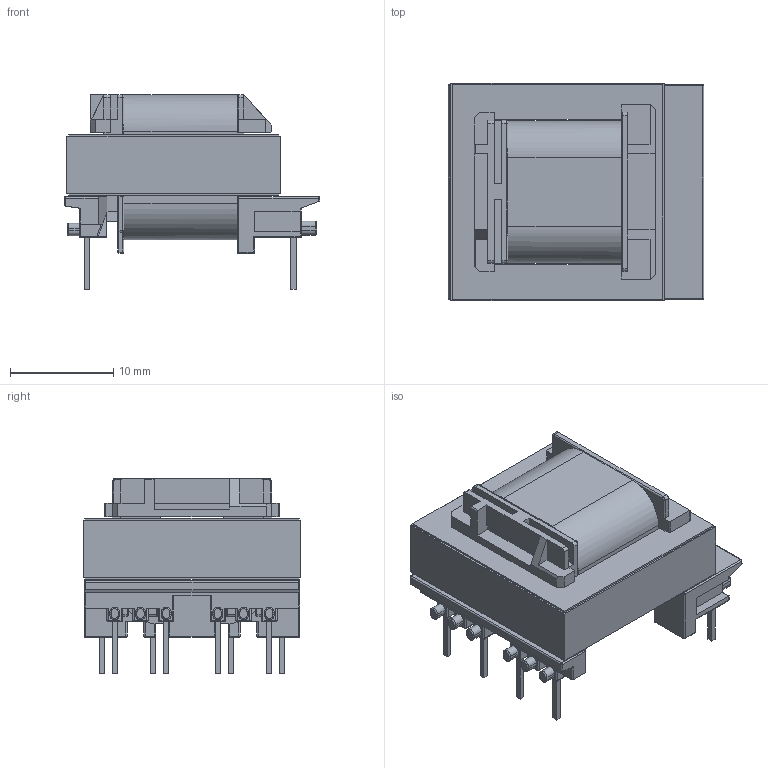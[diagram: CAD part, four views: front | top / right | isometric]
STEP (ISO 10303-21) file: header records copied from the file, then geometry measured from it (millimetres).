
FILE_DESCRIPTION(/* description */ ('Unknown'),/* implementation_level */ '2;1');
FILE_NAME(/* name */ 'T_Wurth_WE-OLSTM-EE20_10_6_750871111',/* time_stamp */ '2025-10-20T16:00:50+08:00',/* author */ ('Unknown'),/* organization */ ('Unknown'),/* preprocessor_version */ 'ST-DEVELOPER v19.4',/* originating_system */ 'Solid Edge',/* authorisation */ 'Unknown');
FILE_SCHEMA (('AUTOMOTIVE_DESIGN {1 0 10303 214 3 1 1}'));
Length unit declared in the file: millimetre
Products named in the file (2): T_Wurth_WE-OLSTM-EE20_10_6_750871111
Assembly tree (1 placements, depth 2):
  T_Wurth_WE-OLSTM-EE20_10_6_750871111
    T_Wurth_WE-OLSTM-EE20_10_6_750871111
Bounding box: 24.79 x 21.12 x 18.91 mm (x, y, z)
Volume: 4436.2 mm3; surface area: 4402.7 mm2
Topology: 1 solids, 1 shells, 909 faces, 2251 edges, 1270 vertices
Faces by surface type: plane 405, cylinder 352, sphere 114, torus 38
Entity records: 32009 total; most frequent: DIRECTION 4647, CARTESIAN_POINT 4432, ORIENTED_EDGE 4274, EDGE_CURVE 2137, AXIS2_PLACEMENT_3D 1637, LINE 1373, VECTOR 1373, VERTEX_POINT 1270
